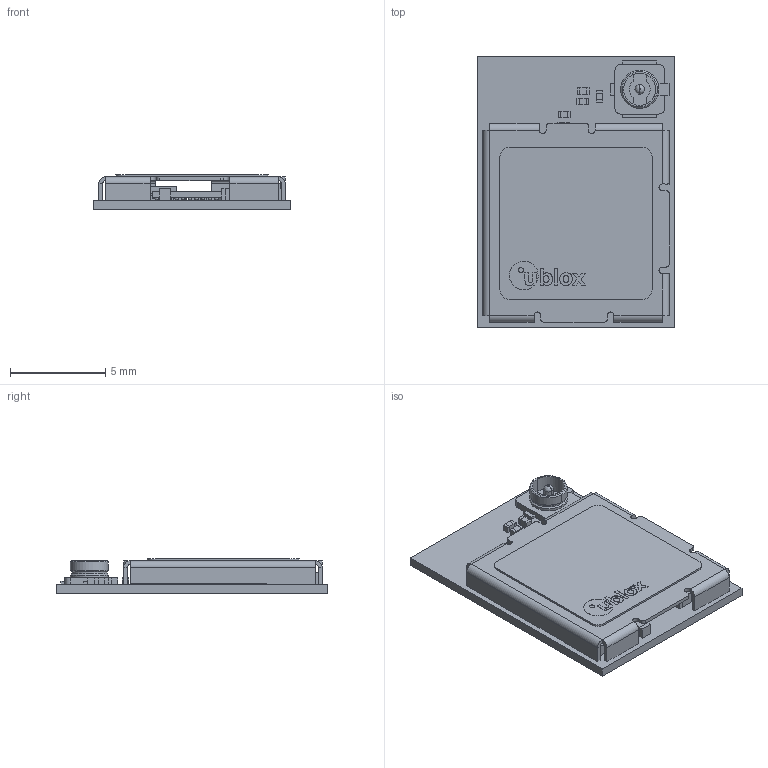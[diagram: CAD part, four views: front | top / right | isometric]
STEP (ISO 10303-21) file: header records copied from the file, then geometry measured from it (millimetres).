
FILE_DESCRIPTION(('Open CASCADE Model'),'2;1');
FILE_NAME('Open CASCADE Shape Model','2023-08-18T16:51:18',('Author'),( 'Open CASCADE'),'Open CASCADE STEP processor 7.5','Open CASCADE 7.5' ,'Unknown');
FILE_SCHEMA(('AUTOMOTIVE_DESIGN { 1 0 10303 214 1 1 1 1 }'));
Length unit declared in the file: millimetre
Products named in the file (102): PCB; Board; Open CASCADE STEP translator 7.5 7.1.1; J2; U.FL-R-SMT-1; Z1; 6671553072; Extruded; 6671552352; Z4; 6671553312; 6671552512; Z3; R2; 6671554112; 6671554272; C8; 6671552672; 6671552912; C7; L6; C31; U1; 6653353232; Open CASCADE STEP translator 6.8 16.1; Body; Open CASCADE STEP translator 6.8 16.2.1; ball; U2; 6653355792; Pins; L10; L9; L8; C34; C33; C32; C30; C29; L2 ...
Assembly tree (414 placements, depth 5):
  PCB
    Board
      Open CASCADE STEP translator 7.5 7.1.1
    J2
      U.FL-R-SMT-1
    Z1
      6671553072
        Extruded
      6671552352  x2
        Extruded
    Z4
      6671553312  x2
        Extruded
      6671552512
        Extruded
    Z3
      6671552352  x2
        Extruded
      6671552512
        Extruded
    R2
      6671554112  x2
        Extruded
      6671554272
        Extruded
    C8
      6671552672
        Extruded
      6671552912  x2
        Extruded
    C7
      6671552672
        Extruded
      6671552912  x2
        Extruded
    L6
      6671553072
        Extruded
      6671553312  x2
        Extruded
    C31
      6671552352  x2
        Extruded
      6671552512
        Extruded
    U1
      6653353232
        Open CASCADE STEP translator 6.8 16.1
        Body
          Open CASCADE STEP translator 6.8 16.2.1
        ball  x132
    U2
      6653355792
        Body
        Pins
    L10
      6671553072
        Extruded
      6671553312  x2
        Extruded
Bounding box: 10.4 x 14.3 x 1.86 mm (x, y, z)
Volume: 124.2 mm3; surface area: 1002.6 mm2
Topology: 356 solids, 357 shells, 3344 faces, 8605 edges, 5712 vertices
Faces by surface type: plane 3100, sphere 132, bspline 55, cylinder 47, cone 8, revolution 2
Full cylindrical faces by diameter (mm): 0.549 x1
Entity records: 19250 total; most frequent: CARTESIAN_POINT 3561, DIRECTION 2882, ORIENTED_EDGE 2325, EDGE_CURVE 1163, AXIS2_PLACEMENT_3D 968, LINE 944, VECTOR 944, VERTEX_POINT 753
